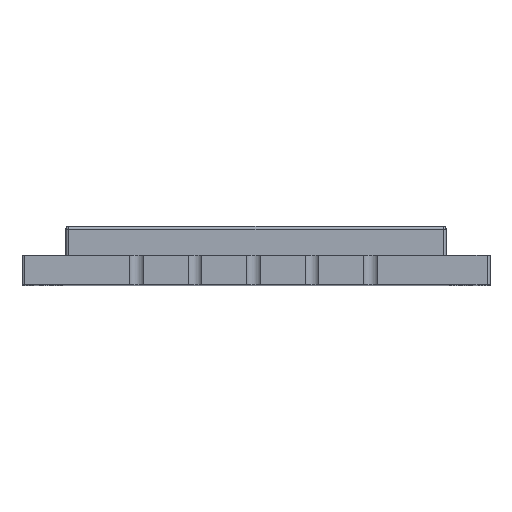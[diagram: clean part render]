
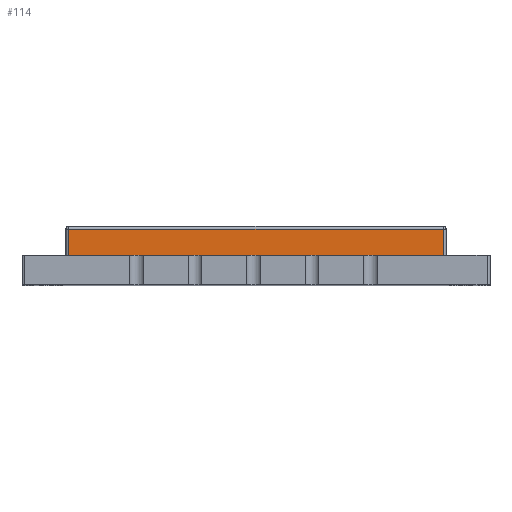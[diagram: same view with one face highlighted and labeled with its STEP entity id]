
A CAD part, top view. The second image highlights one B-rep face of the part: STEP entity #114.
In plain terms, the highlighted planar face has unit normal (0, 0, 1).
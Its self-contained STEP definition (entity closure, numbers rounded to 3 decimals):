
#46 = AXIS2_PLACEMENT_3D ( 'NONE', #2983, #3738, #4115 ) ;
#114 = ADVANCED_FACE ( 'NONE', ( #3270 ), #2210, .F. ) ;
#186 = DIRECTION ( 'NONE',  ( 0., -1., 0. ) ) ;
#372 = CARTESIAN_POINT ( 'NONE',  ( 6.4, 2., 11. ) ) ;
#428 = VERTEX_POINT ( 'NONE', #1655 ) ;
#756 = EDGE_LOOP ( 'NONE', ( #3000, #3215, #2278, #1286 ) ) ;
#764 = CARTESIAN_POINT ( 'NONE',  ( 6.5, 1., 11. ) ) ;
#1269 = VECTOR ( 'NONE', #3060, 1000. ) ;
#1286 = ORIENTED_EDGE ( 'NONE', *, *, #4611, .T. ) ;
#1444 = LINE ( 'NONE', #4116, #3599 ) ;
#1655 = CARTESIAN_POINT ( 'NONE',  ( -6.4, 1.9, 11. ) ) ;
#1883 = EDGE_CURVE ( 'NONE', #428, #4357, #2098, .T. ) ;
#2029 = CARTESIAN_POINT ( 'NONE',  ( 6.4, 1.9, 11. ) ) ;
#2098 = LINE ( 'NONE', #3330, #3612 ) ;
#2123 = DIRECTION ( 'NONE',  ( -1., 0., 0. ) ) ;
#2210 = PLANE ( 'NONE',  #46 ) ;
#2278 = ORIENTED_EDGE ( 'NONE', *, *, #3168, .T. ) ;
#2494 = VECTOR ( 'NONE', #3494, 1000. ) ;
#2537 = VERTEX_POINT ( 'NONE', #2029 ) ;
#2660 = CARTESIAN_POINT ( 'NONE',  ( -6.4, 1., 11. ) ) ;
#2666 = LINE ( 'NONE', #372, #2494 ) ;
#2983 = CARTESIAN_POINT ( 'NONE',  ( 6.5, 2., 11. ) ) ;
#3000 = ORIENTED_EDGE ( 'NONE', *, *, #3359, .T. ) ;
#3060 = DIRECTION ( 'NONE',  ( 1., 0., 0. ) ) ;
#3168 = EDGE_CURVE ( 'NONE', #4357, #4425, #4966, .T. ) ;
#3215 = ORIENTED_EDGE ( 'NONE', *, *, #1883, .T. ) ;
#3270 = FACE_OUTER_BOUND ( 'NONE', #756, .T. ) ;
#3330 = CARTESIAN_POINT ( 'NONE',  ( -6.4, 2., 11. ) ) ;
#3359 = EDGE_CURVE ( 'NONE', #2537, #428, #1444, .T. ) ;
#3489 = CARTESIAN_POINT ( 'NONE',  ( 6.4, 1., 11. ) ) ;
#3494 = DIRECTION ( 'NONE',  ( 0., 1., 0. ) ) ;
#3599 = VECTOR ( 'NONE', #2123, 1000. ) ;
#3612 = VECTOR ( 'NONE', #186, 1000. ) ;
#3738 = DIRECTION ( 'NONE',  ( 0., 0., -1. ) ) ;
#4115 = DIRECTION ( 'NONE',  ( -1., 0., 0. ) ) ;
#4116 = CARTESIAN_POINT ( 'NONE',  ( -6.5, 1.9, 11. ) ) ;
#4357 = VERTEX_POINT ( 'NONE', #2660 ) ;
#4425 = VERTEX_POINT ( 'NONE', #3489 ) ;
#4611 = EDGE_CURVE ( 'NONE', #4425, #2537, #2666, .T. ) ;
#4966 = LINE ( 'NONE', #764, #1269 ) ;
